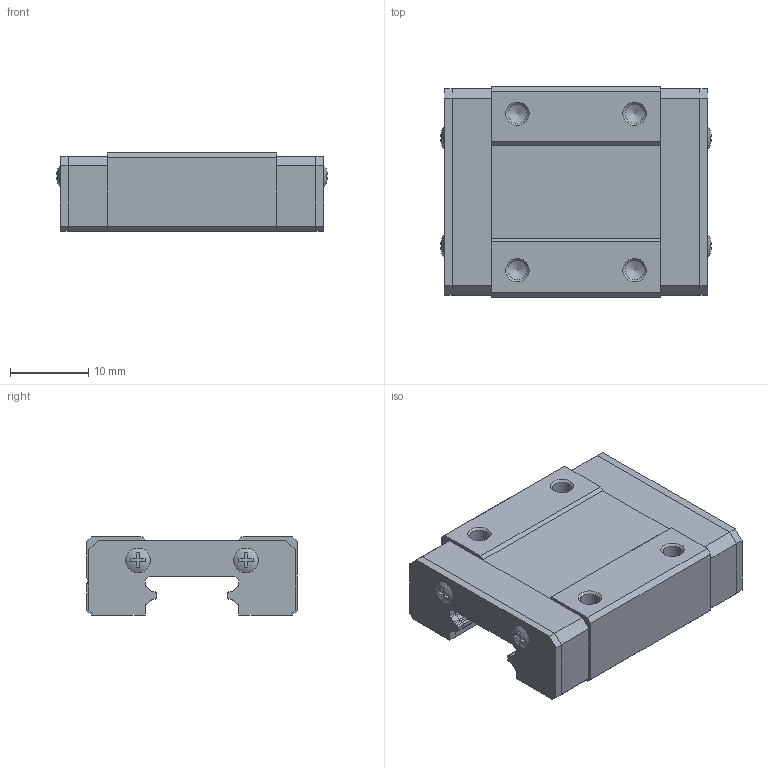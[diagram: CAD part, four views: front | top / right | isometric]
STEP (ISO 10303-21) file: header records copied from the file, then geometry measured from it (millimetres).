
FILE_DESCRIPTION(/* description */ (''),/* implementation_level */ '2;1');
FILE_NAME(/* name */ 'PRODUCT_NAME_1_1_2_3.step',/* time_stamp */ '2023-01-07T19:04:02+01:00',/* author */ (''),/* organization */ (''),/* preprocessor_version */ 'ST-DEVELOPER v19.2',/* originating_system */ 'Autodesk Translation Framework v11.17.0.187',/* authorisation */ '');
FILE_SCHEMA (('AUTOMOTIVE_DESIGN { 1 0 10303 214 3 1 1 }'));
Length unit declared in the file: millimetre
Products named in the file (1): PRODUCT_NAME_1_1_2_3
Bounding box: 34.68 x 27 x 10 mm (x, y, z)
Volume: 6801.4 mm3; surface area: 3442.7 mm2
Topology: 1 solids, 1 shells, 282 faces, 652 edges, 384 vertices
Faces by surface type: plane 177, cylinder 89, cone 12, sphere 4
Full cylindrical faces by diameter (mm): 2.459 x8
Entity records: 7986 total; most frequent: DIRECTION 1388, CARTESIAN_POINT 1315, ORIENTED_EDGE 1296, EDGE_CURVE 648, LINE 474, VECTOR 474, AXIS2_PLACEMENT_3D 457, VERTEX_POINT 384
